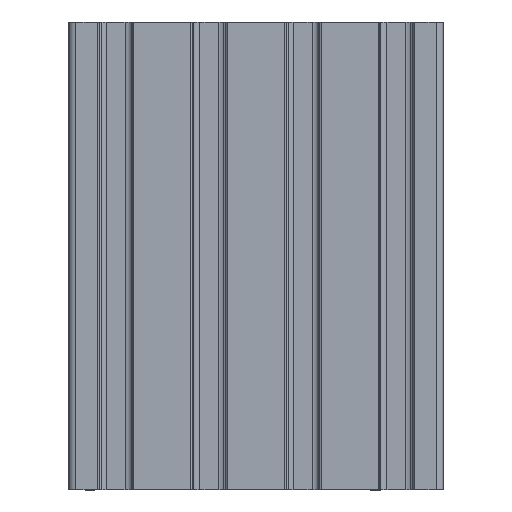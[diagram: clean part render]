
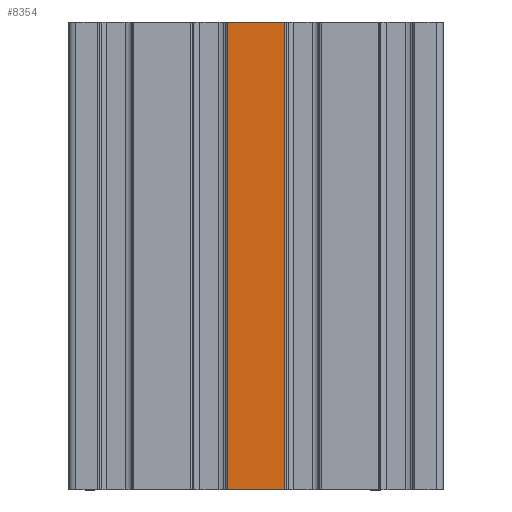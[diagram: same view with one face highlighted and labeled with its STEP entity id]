
A CAD part, front view. The second image highlights one B-rep face of the part: STEP entity #8354.
In plain terms, the highlighted planar face has unit normal (0, -1, 0).
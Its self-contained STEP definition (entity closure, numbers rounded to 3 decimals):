
#491 = ORIENTED_EDGE ( 'NONE', *, *, #2866, .F. ) ;
#495 = VERTEX_POINT ( 'NONE', #6260 ) ;
#928 = ORIENTED_EDGE ( 'NONE', *, *, #4880, .F. ) ;
#1138 = DIRECTION ( 'NONE',  ( 0., 0., -1. ) ) ;
#1197 = CARTESIAN_POINT ( 'NONE',  ( 6358.812, 3212.047, 100. ) ) ;
#1433 = FACE_OUTER_BOUND ( 'NONE', #15256, .T. ) ;
#1825 = ORIENTED_EDGE ( 'NONE', *, *, #12078, .F. ) ;
#2866 = EDGE_CURVE ( 'NONE', #4193, #495, #14638, .T. ) ;
#3119 = VECTOR ( 'NONE', #7429, 1000. ) ;
#3795 = VECTOR ( 'NONE', #14397, 1000. ) ;
#4164 = CARTESIAN_POINT ( 'NONE',  ( 6358.812, 3212.047, 0. ) ) ;
#4192 = CARTESIAN_POINT ( 'NONE',  ( 6346.612, 3212.047, 100. ) ) ;
#4193 = VERTEX_POINT ( 'NONE', #4192 ) ;
#4647 = CARTESIAN_POINT ( 'NONE',  ( 6346.612, 3212.047, 100. ) ) ;
#4880 = EDGE_CURVE ( 'NONE', #8401, #15471, #17704, .T. ) ;
#5630 = ORIENTED_EDGE ( 'NONE', *, *, #14507, .F. ) ;
#6053 = CARTESIAN_POINT ( 'NONE',  ( 6346.612, 3212.047, 0. ) ) ;
#6260 = CARTESIAN_POINT ( 'NONE',  ( 6358.812, 3212.047, 100. ) ) ;
#6343 = VECTOR ( 'NONE', #1138, 1000. ) ;
#6788 = DIRECTION ( 'NONE',  ( 0., 1., 0. ) ) ;
#7429 = DIRECTION ( 'NONE',  ( 0., 0., 1. ) ) ;
#8023 = DIRECTION ( 'NONE',  ( -1., 0., 0. ) ) ;
#8209 = CARTESIAN_POINT ( 'NONE',  ( 6378.812, 3212.047, 0. ) ) ;
#8354 = ADVANCED_FACE ( 'NONE', ( #1433 ), #13491, .F. ) ;
#8401 = VERTEX_POINT ( 'NONE', #4164 ) ;
#10055 = LINE ( 'NONE', #4647, #3119 ) ;
#12078 = EDGE_CURVE ( 'NONE', #15471, #4193, #10055, .T. ) ;
#13491 = PLANE ( 'NONE',  #16483 ) ;
#13524 = LINE ( 'NONE', #1197, #6343 ) ;
#13891 = CARTESIAN_POINT ( 'NONE',  ( 6378.812, 3212.047, 100. ) ) ;
#14397 = DIRECTION ( 'NONE',  ( 1., 0., 0. ) ) ;
#14507 = EDGE_CURVE ( 'NONE', #495, #8401, #13524, .T. ) ;
#14565 = VECTOR ( 'NONE', #8023, 1000. ) ;
#14638 = LINE ( 'NONE', #13891, #3795 ) ;
#14837 = CARTESIAN_POINT ( 'NONE',  ( 6346.612, 3212.047, 100. ) ) ;
#15256 = EDGE_LOOP ( 'NONE', ( #5630, #491, #1825, #928 ) ) ;
#15471 = VERTEX_POINT ( 'NONE', #6053 ) ;
#16217 = DIRECTION ( 'NONE',  ( 0., 0., 1. ) ) ;
#16483 = AXIS2_PLACEMENT_3D ( 'NONE', #14837, #6788, #16217 ) ;
#17704 = LINE ( 'NONE', #8209, #14565 ) ;
